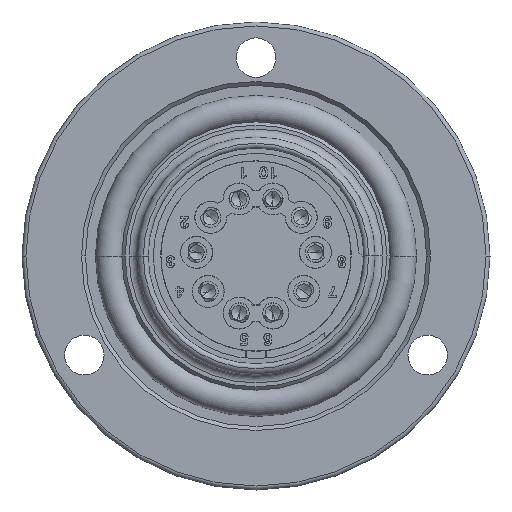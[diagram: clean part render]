
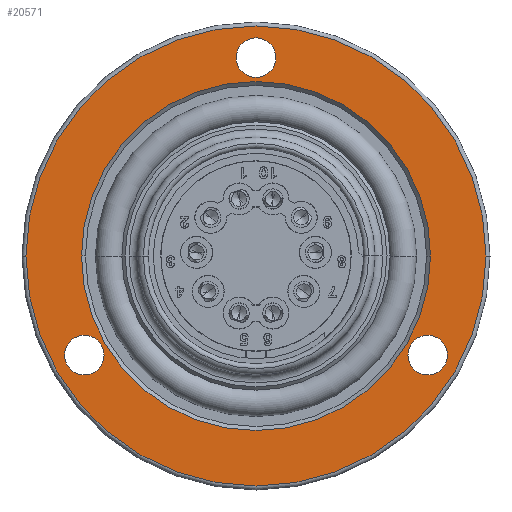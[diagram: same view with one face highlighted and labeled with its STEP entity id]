
A CAD part, front view. The second image highlights one B-rep face of the part: STEP entity #20571.
In plain terms, the highlighted planar face has unit normal (0, -1, 0).
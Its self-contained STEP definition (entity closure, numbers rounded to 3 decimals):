
#1828=CARTESIAN_POINT('',(0.,17.5,0.));
#1829=DIRECTION('',(0.,-1.,0.));
#1830=DIRECTION('',(1.,0.,0.));
#1831=AXIS2_PLACEMENT_3D('',#1828,#1829,#1830);
#1833=CARTESIAN_POINT('',(0.,17.5,0.));
#1834=DIRECTION('',(0.,-1.,0.));
#1835=DIRECTION('',(-1.,0.,0.));
#1836=AXIS2_PLACEMENT_3D('',#1833,#1834,#1835);
#1838=CARTESIAN_POINT('',(0.,17.5,25.));
#1839=DIRECTION('',(0.,-1.,0.));
#1840=DIRECTION('',(-1.,0.,0.));
#1841=AXIS2_PLACEMENT_3D('',#1838,#1839,#1840);
#1843=CARTESIAN_POINT('',(0.,17.5,25.));
#1844=DIRECTION('',(0.,-1.,0.));
#1845=DIRECTION('',(1.,0.,0.));
#1846=AXIS2_PLACEMENT_3D('',#1843,#1844,#1845);
#1848=CARTESIAN_POINT('',(-21.651,17.5,-12.5));
#1849=DIRECTION('',(0.,-1.,0.));
#1850=DIRECTION('',(0.5,0.,-0.866));
#1851=AXIS2_PLACEMENT_3D('',#1848,#1849,#1850);
#1853=CARTESIAN_POINT('',(-21.651,17.5,-12.5));
#1854=DIRECTION('',(0.,-1.,0.));
#1855=DIRECTION('',(-0.5,0.,0.866));
#1856=AXIS2_PLACEMENT_3D('',#1853,#1854,#1855);
#1858=CARTESIAN_POINT('',(21.651,17.5,-12.5));
#1859=DIRECTION('',(0.,-1.,0.));
#1860=DIRECTION('',(0.5,0.,0.866));
#1861=AXIS2_PLACEMENT_3D('',#1858,#1859,#1860);
#1863=CARTESIAN_POINT('',(21.651,17.5,-12.5));
#1864=DIRECTION('',(0.,-1.,0.));
#1865=DIRECTION('',(-0.5,0.,-0.866));
#1866=AXIS2_PLACEMENT_3D('',#1863,#1864,#1865);
#1868=CARTESIAN_POINT('',(0.,17.5,0.));
#1869=DIRECTION('',(0.,-1.,0.));
#1870=DIRECTION('',(-1.,0.,0.));
#1871=AXIS2_PLACEMENT_3D('',#1868,#1869,#1870);
#1873=CARTESIAN_POINT('',(0.,17.5,0.));
#1874=DIRECTION('',(0.,-1.,0.));
#1875=DIRECTION('',(1.,0.,0.));
#1876=AXIS2_PLACEMENT_3D('',#1873,#1874,#1875);
#15632=CARTESIAN_POINT('',(-2.5,17.5,25.));
#15633=CARTESIAN_POINT('',(2.5,17.5,25.));
#15634=VERTEX_POINT('',#15632);
#15635=VERTEX_POINT('',#15633);
#15714=CARTESIAN_POINT('',(29.,17.5,0.));
#15715=CARTESIAN_POINT('',(-29.,17.5,0.));
#15716=VERTEX_POINT('',#15714);
#15717=VERTEX_POINT('',#15715);
#15746=CARTESIAN_POINT('',(-20.401,17.5,-14.665));
#15747=CARTESIAN_POINT('',(-22.901,17.5,-10.335));
#15748=VERTEX_POINT('',#15746);
#15749=VERTEX_POINT('',#15747);
#15750=CARTESIAN_POINT('',(22.901,17.5,-10.335));
#15751=CARTESIAN_POINT('',(20.401,17.5,-14.665));
#15752=VERTEX_POINT('',#15750);
#15753=VERTEX_POINT('',#15751);
#15810=CARTESIAN_POINT('',(-22.,17.5,0.));
#15811=CARTESIAN_POINT('',(22.,17.5,0.));
#15812=VERTEX_POINT('',#15810);
#15813=VERTEX_POINT('',#15811);
#20537=CARTESIAN_POINT('',(0.,17.5,0.));
#20538=DIRECTION('',(0.,-1.,0.));
#20539=DIRECTION('',(-1.,0.,0.));
#20540=AXIS2_PLACEMENT_3D('',#20537,#20538,#20539);
#20541=PLANE('',#20540);
#20542=ORIENTED_EDGE('',*,*,#20520,.F.);
#20544=ORIENTED_EDGE('',*,*,#20543,.F.);
#20545=EDGE_LOOP('',(#20542,#20544));
#20546=FACE_OUTER_BOUND('',#20545,.F.);
#20548=ORIENTED_EDGE('',*,*,#20547,.T.);
#20550=ORIENTED_EDGE('',*,*,#20549,.T.);
#20551=EDGE_LOOP('',(#20548,#20550));
#20552=FACE_BOUND('',#20551,.F.);
#20554=ORIENTED_EDGE('',*,*,#20553,.T.);
#20556=ORIENTED_EDGE('',*,*,#20555,.T.);
#20557=EDGE_LOOP('',(#20554,#20556));
#20558=FACE_BOUND('',#20557,.F.);
#20560=ORIENTED_EDGE('',*,*,#20559,.T.);
#20562=ORIENTED_EDGE('',*,*,#20561,.T.);
#20563=EDGE_LOOP('',(#20560,#20562));
#20564=FACE_BOUND('',#20563,.F.);
#20566=ORIENTED_EDGE('',*,*,#20565,.T.);
#20568=ORIENTED_EDGE('',*,*,#20567,.T.);
#20569=EDGE_LOOP('',(#20566,#20568));
#20570=FACE_BOUND('',#20569,.F.);
#1832=CIRCLE('',#1831,29.);
#1837=CIRCLE('',#1836,29.);
#1842=CIRCLE('',#1841,2.5);
#1847=CIRCLE('',#1846,2.5);
#1852=CIRCLE('',#1851,2.5);
#1857=CIRCLE('',#1856,2.5);
#1862=CIRCLE('',#1861,2.5);
#1867=CIRCLE('',#1866,2.5);
#1872=CIRCLE('',#1871,22.);
#1877=CIRCLE('',#1876,22.);
#20520=EDGE_CURVE('',#15716,#15717,#1832,.T.);
#20543=EDGE_CURVE('',#15717,#15716,#1837,.T.);
#20547=EDGE_CURVE('',#15634,#15635,#1842,.T.);
#20549=EDGE_CURVE('',#15635,#15634,#1847,.T.);
#20553=EDGE_CURVE('',#15748,#15749,#1852,.T.);
#20555=EDGE_CURVE('',#15749,#15748,#1857,.T.);
#20559=EDGE_CURVE('',#15752,#15753,#1862,.T.);
#20561=EDGE_CURVE('',#15753,#15752,#1867,.T.);
#20565=EDGE_CURVE('',#15812,#15813,#1872,.T.);
#20567=EDGE_CURVE('',#15813,#15812,#1877,.T.);
#20571=ADVANCED_FACE('',(#20546,#20552,#20558,#20564,#20570),#20541,.T.);
